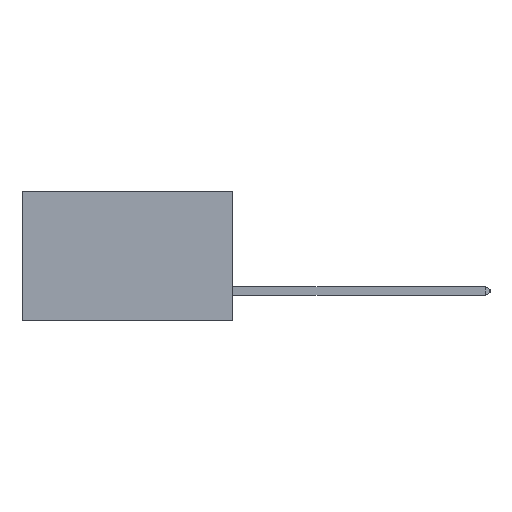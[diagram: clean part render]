
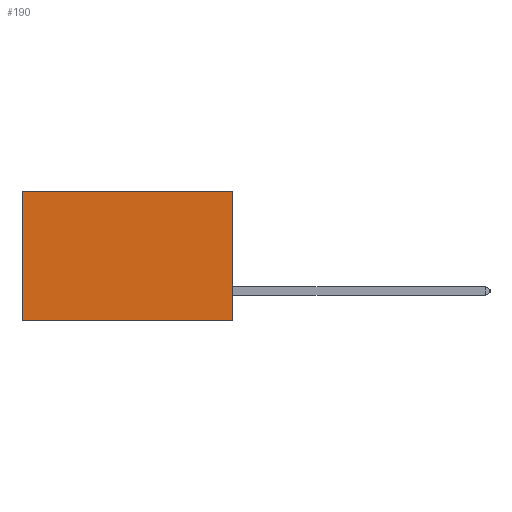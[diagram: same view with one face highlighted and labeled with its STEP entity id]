
A CAD part, left-side view. The second image highlights one B-rep face of the part: STEP entity #190.
In plain terms, the highlighted planar face has unit normal (-1, 0, 0).
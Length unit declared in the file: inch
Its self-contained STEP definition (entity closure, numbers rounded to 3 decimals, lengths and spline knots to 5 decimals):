
#156 = EDGE_CURVE ( 'NONE', #9130, #18558, #2489, .T. ) ;
#190 = ADVANCED_FACE ( 'NONE', ( #20813 ), #24741, .F. ) ;
#698 = DIRECTION ( 'NONE',  ( 0., 1., 0. ) ) ;
#1782 = CARTESIAN_POINT ( 'NONE',  ( 0.2875, 0., 0. ) ) ;
#1820 = EDGE_LOOP ( 'NONE', ( #18657, #19842, #8316, #3732 ) ) ;
#2045 = LINE ( 'NONE', #29162, #14090 ) ;
#2165 = VECTOR ( 'NONE', #28543, 39.37008 ) ;
#2489 = LINE ( 'NONE', #28918, #8165 ) ;
#3022 = DIRECTION ( 'NONE',  ( 0., 0., -1. ) ) ;
#3732 = ORIENTED_EDGE ( 'NONE', *, *, #23784, .T. ) ;
#4265 = DIRECTION ( 'NONE',  ( 0., 1., 0. ) ) ;
#8165 = VECTOR ( 'NONE', #3022, 39.37008 ) ;
#8316 = ORIENTED_EDGE ( 'NONE', *, *, #13393, .F. ) ;
#9130 = VERTEX_POINT ( 'NONE', #15329 ) ;
#9386 = LINE ( 'NONE', #9738, #2165 ) ;
#9738 = CARTESIAN_POINT ( 'NONE',  ( 0.2875, 0., 0. ) ) ;
#9853 = VERTEX_POINT ( 'NONE', #15493 ) ;
#11960 = LINE ( 'NONE', #1782, #29863 ) ;
#13336 = DIRECTION ( 'NONE',  ( 0., 0., -1. ) ) ;
#13393 = EDGE_CURVE ( 'NONE', #23546, #9853, #9386, .T. ) ;
#14090 = VECTOR ( 'NONE', #698, 39.37008 ) ;
#15183 = CARTESIAN_POINT ( 'NONE',  ( 0.2875, 0., 0. ) ) ;
#15329 = CARTESIAN_POINT ( 'NONE',  ( 0.2875, 0.6, 0. ) ) ;
#15467 = EDGE_CURVE ( 'NONE', #9853, #18558, #2045, .T. ) ;
#15493 = CARTESIAN_POINT ( 'NONE',  ( 0.2875, 0., -0.37 ) ) ;
#17958 = DIRECTION ( 'NONE',  ( 1., 0., 0. ) ) ;
#18558 = VERTEX_POINT ( 'NONE', #19143 ) ;
#18657 = ORIENTED_EDGE ( 'NONE', *, *, #156, .T. ) ;
#19143 = CARTESIAN_POINT ( 'NONE',  ( 0.2875, 0.6, -0.37 ) ) ;
#19842 = ORIENTED_EDGE ( 'NONE', *, *, #15467, .F. ) ;
#20813 = FACE_OUTER_BOUND ( 'NONE', #1820, .T. ) ;
#23546 = VERTEX_POINT ( 'NONE', #15183 ) ;
#23784 = EDGE_CURVE ( 'NONE', #23546, #9130, #11960, .T. ) ;
#24741 = PLANE ( 'NONE',  #29422 ) ;
#26999 = CARTESIAN_POINT ( 'NONE',  ( 0.2875, 0., 0. ) ) ;
#28543 = DIRECTION ( 'NONE',  ( 0., 0., -1. ) ) ;
#28918 = CARTESIAN_POINT ( 'NONE',  ( 0.2875, 0.6, 0. ) ) ;
#29162 = CARTESIAN_POINT ( 'NONE',  ( 0.2875, 0., -0.37 ) ) ;
#29422 = AXIS2_PLACEMENT_3D ( 'NONE', #26999, #17958, #13336 ) ;
#29863 = VECTOR ( 'NONE', #4265, 39.37008 ) ;
